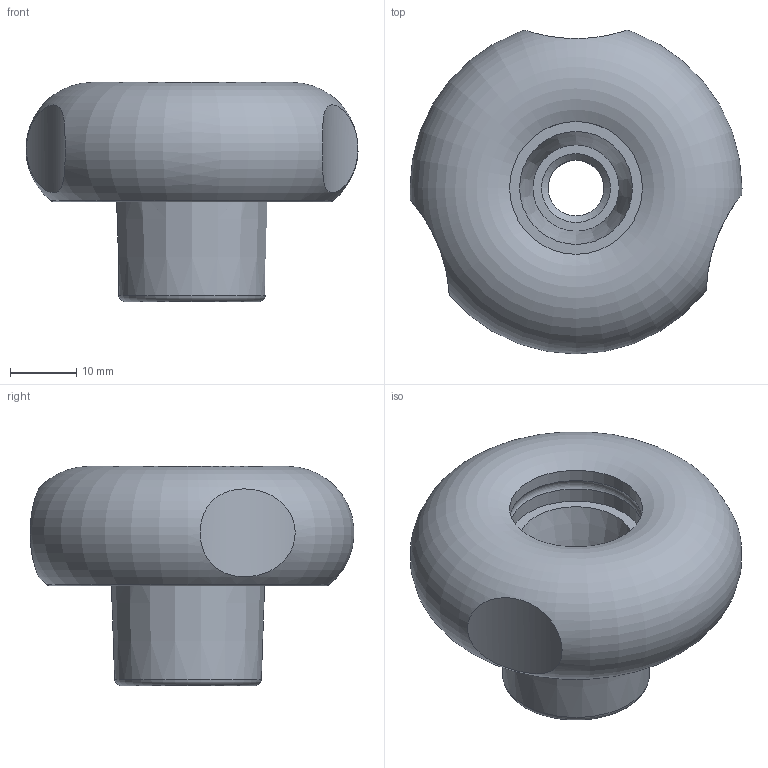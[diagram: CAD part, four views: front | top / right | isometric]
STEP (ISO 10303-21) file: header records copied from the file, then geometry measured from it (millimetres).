
FILE_DESCRIPTION( ( 'Unknown' ), '1' );
FILE_NAME( '6390055_VTB50_FP_M10.stp', 'Unknown', ( 'Unknown' ), ( 'Unknown' ), 'PSStep 11.0', 'Unknown', ' ' );
FILE_SCHEMA( ( 'AUTOMOTIVE_DESIGN { 1 0 10303 214 1 1 1 1 }' ) );
Length unit declared in the file: millimetre
Products named in the file (1): VTB50_ø13
Bounding box: 49.98 x 48.75 x 33 mm (x, y, z)
Volume: 24473.6 mm3; surface area: 9827.2 mm2
Topology: 1 solids, 1 shells, 44 faces, 107 edges, 70 vertices
Faces by surface type: plane 16, cylinder 14, torus 9, cone 5
Full cylindrical faces by diameter (mm): 8.376 x1, 20 x2
Entity records: 2139 total; most frequent: CARTESIAN_POINT 857, ORIENTED_EDGE 182, DIRECTION 170, EDGE_CURVE 91, AXIS2_PLACEMENT_3D 77, VERTEX_POINT 67, EDGE_LOOP 64, FACE_OUTER_BOUND 52
